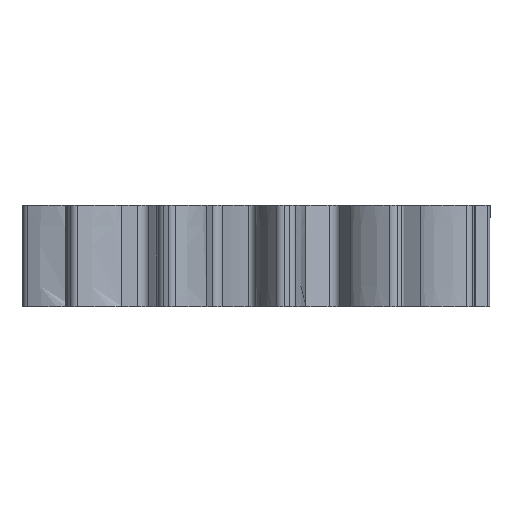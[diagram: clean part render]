
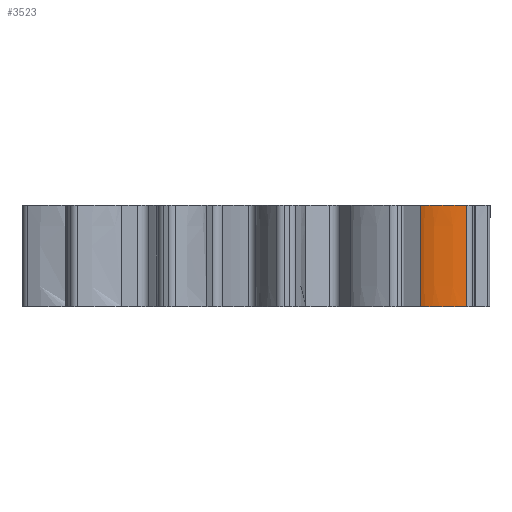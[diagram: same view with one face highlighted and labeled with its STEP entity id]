
A CAD part, front view. The second image highlights one B-rep face of the part: STEP entity #3523.
In plain terms, the highlighted face is a extrusion surface.
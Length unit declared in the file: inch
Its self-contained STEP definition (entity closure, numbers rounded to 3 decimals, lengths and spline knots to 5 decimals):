
#343=CARTESIAN_POINT('',(0.4069,-0.23492,-0.125));
#344=CARTESIAN_POINT('',(0.4097,-0.23629,-0.125));
#345=CARTESIAN_POINT('',(0.41617,-0.23892,-0.125));
#346=CARTESIAN_POINT('',(0.4278,-0.24203,-0.125));
#347=CARTESIAN_POINT('',(0.45162,-0.24621,-0.125));
#348=CARTESIAN_POINT('',(0.48368,-0.24654,-0.125));
#349=CARTESIAN_POINT('',(0.5099,-0.24325,-0.125));
#350=CARTESIAN_POINT('',(0.5213,-0.24118,-0.125));
#899=CARTESIAN_POINT('',(0.4069,-0.23492,0.125));
#900=CARTESIAN_POINT('',(0.4097,-0.23629,0.125));
#901=CARTESIAN_POINT('',(0.41617,-0.23892,0.125));
#902=CARTESIAN_POINT('',(0.4278,-0.24203,0.125));
#903=CARTESIAN_POINT('',(0.45162,-0.24621,0.125));
#904=CARTESIAN_POINT('',(0.48368,-0.24654,0.125));
#905=CARTESIAN_POINT('',(0.5099,-0.24325,0.125));
#906=CARTESIAN_POINT('',(0.5213,-0.24118,0.125));
#1395=DIRECTION('',(0.,0.,-1.));
#1396=VECTOR('',#1395,0.25);
#1397=CARTESIAN_POINT('',(0.5213,-0.24118,0.125));
#1398=LINE('',#1397,#1396);
#1399=DIRECTION('',(0.,0.,1.));
#1400=VECTOR('',#1399,0.25);
#1401=CARTESIAN_POINT('',(0.4069,-0.23492,-0.125));
#1402=LINE('',#1401,#1400);
#1937=CARTESIAN_POINT('',(0.4069,-0.23492,-0.125));
#1938=CARTESIAN_POINT('',(0.4069,-0.23492,0.125));
#1939=VERTEX_POINT('',#1937);
#1940=VERTEX_POINT('',#1938);
#2290=CARTESIAN_POINT('',(0.5213,-0.24118,-0.125));
#2292=VERTEX_POINT('',#2290);
#2293=CARTESIAN_POINT('',(0.5213,-0.24118,0.125));
#2294=VERTEX_POINT('',#2293);
#3504=CARTESIAN_POINT('',(0.40478,-0.23384,-0.125));
#3505=CARTESIAN_POINT('',(0.4083,-0.23571,-0.125));
#3506=CARTESIAN_POINT('',(0.41548,-0.23873,-0.125));
#3507=CARTESIAN_POINT('',(0.4278,-0.24203,-0.125));
#3508=CARTESIAN_POINT('',(0.45162,-0.24621,-0.125));
#3509=CARTESIAN_POINT('',(0.48448,-0.24655,-0.125));
#3510=CARTESIAN_POINT('',(0.51145,-0.24305,-0.125));
#3511=CARTESIAN_POINT('',(0.52362,-0.24075,-0.125));
#3513=DIRECTION('',(0.,0.,1.));
#3514=VECTOR('',#3513,1.);
#3515=SURFACE_OF_LINEAR_EXTRUSION('',#3512,#3514);
#3516=ORIENTED_EDGE('',*,*,#3497,.T.);
#3517=ORIENTED_EDGE('',*,*,#2524,.F.);
#3519=ORIENTED_EDGE('',*,*,#3518,.T.);
#3520=ORIENTED_EDGE('',*,*,#2984,.T.);
#3521=EDGE_LOOP('',(#3516,#3517,#3519,#3520));
#3522=FACE_OUTER_BOUND('',#3521,.F.);
#3523=ADVANCED_FACE('',(#3522),#3515,.T.);
#351=B_SPLINE_CURVE_WITH_KNOTS('',3,(#343,#344,#345,#346,#347,#348,#349,#350),
.UNSPECIFIED.,.F.,.F.,(4,1,1,1,1,4),(0.,0.07096,0.16468,
0.30046,0.69532,1.),.UNSPECIFIED.);
#907=B_SPLINE_CURVE_WITH_KNOTS('',3,(#899,#900,#901,#902,#903,#904,#905,#906),
.UNSPECIFIED.,.F.,.F.,(4,1,1,1,1,4),(0.,0.07096,0.16468,
0.30046,0.69532,1.),.UNSPECIFIED.);
#2524=EDGE_CURVE('',#1939,#2292,#351,.T.);
#2984=EDGE_CURVE('',#1940,#2294,#907,.T.);
#3497=EDGE_CURVE('',#2294,#2292,#1398,.T.);
#3512=B_SPLINE_CURVE_WITH_KNOTS('',3,(#3504,#3505,#3506,#3507,#3508,#3509,#3510,
#3511),.UNSPECIFIED.,.F.,.F.,(4,1,1,1,1,4),(0.,0.08549,
0.17573,0.30647,0.68667,1.),.UNSPECIFIED.);
#3518=EDGE_CURVE('',#1939,#1940,#1402,.T.);
